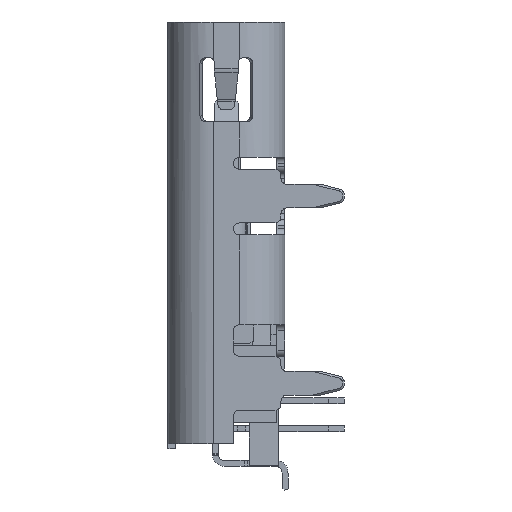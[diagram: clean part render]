
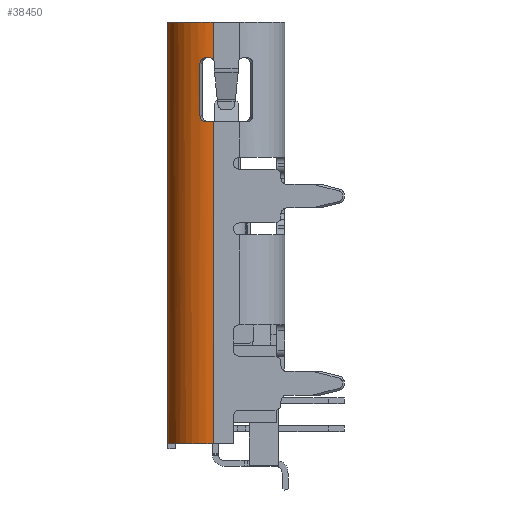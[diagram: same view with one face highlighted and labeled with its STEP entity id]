
A CAD part, left-side view. The second image highlights one B-rep face of the part: STEP entity #38450.
In plain terms, the highlighted cylindrical face has radius 1.15 mm (diameter 2.3 mm), a partial arc.
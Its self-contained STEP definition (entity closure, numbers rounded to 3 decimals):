
#1991=CARTESIAN_POINT('',(-3.22,0.33,-10.66));
#1992=DIRECTION('',(0.,0.,-1.));
#1993=DIRECTION('',(-1.,0.,0.));
#1994=AXIS2_PLACEMENT_3D('',#1991,#1992,#1993);
#2009=CARTESIAN_POINT('',(-3.22,1.48,-10.617));
#2010=CARTESIAN_POINT('',(-3.232,1.48,-10.627));
#2011=CARTESIAN_POINT('',(-3.257,1.48,
-10.642));
#2012=CARTESIAN_POINT('',(-3.299,1.478,
-10.657));
#2013=CARTESIAN_POINT('',(-3.329,1.475,-10.66));
#2014=CARTESIAN_POINT('',(-3.344,1.473,-10.66));
#2016=DIRECTION('',(0.,0.,-1.));
#2017=VECTOR('',#2016,10.617);
#2018=CARTESIAN_POINT('',(-3.22,1.48,0.));
#2019=LINE('',#2018,#2017);
#2020=DIRECTION('',(0.,0.,1.));
#2021=VECTOR('',#2020,0.96);
#2022=CARTESIAN_POINT('',(-4.37,0.33,-0.96));
#2023=LINE('',#2022,#2021);
#2024=DIRECTION('',(0.,0.,1.));
#2025=VECTOR('',#2024,1.32);
#2026=CARTESIAN_POINT('',(-4.32,0.666,-2.37));
#2027=LINE('',#2026,#2025);
#2028=DIRECTION('',(0.,0.,1.));
#2029=VECTOR('',#2028,8.14);
#2030=CARTESIAN_POINT('',(-4.37,0.33,-10.66));
#2031=LINE('',#2030,#2029);
#2813=CARTESIAN_POINT('',(-3.22,0.33,-2.52));
#2814=DIRECTION('',(0.,0.,1.));
#2815=DIRECTION('',(-0.986,0.165,0.));
#2816=AXIS2_PLACEMENT_3D('',#2813,#2814,#2815);
#3121=CARTESIAN_POINT('',(-3.22,0.33,0.));
#3122=DIRECTION('',(0.,0.,1.));
#3123=DIRECTION('',(0.,1.,0.));
#3124=AXIS2_PLACEMENT_3D('',#3121,#3122,#3123);
#26135=CARTESIAN_POINT('',(-4.37,0.33,-0.96));
#26136=CARTESIAN_POINT('',(-4.37,0.339,-0.948));
#26137=CARTESIAN_POINT('',(-4.37,0.362,
-0.926));
#26138=CARTESIAN_POINT('',(-4.368,0.404,
-0.905));
#26139=CARTESIAN_POINT('',(-4.365,0.435,-0.9));
#26140=CARTESIAN_POINT('',(-4.364,0.45,-0.9));
#26228=CARTESIAN_POINT('',(-3.22,0.33,-0.9));
#26229=DIRECTION('',(0.,0.,-1.));
#26230=DIRECTION('',(-0.995,0.104,0.));
#26231=AXIS2_PLACEMENT_3D('',#26228,#26229,#26230);
#26246=CARTESIAN_POINT('',(-4.354,0.52,-0.9));
#26247=CARTESIAN_POINT('',(-4.352,0.535,-0.9));
#26248=CARTESIAN_POINT('',(-4.346,0.566,
-0.905));
#26249=CARTESIAN_POINT('',(-4.336,0.608,
-0.927));
#26250=CARTESIAN_POINT('',(-4.327,0.641,
-0.96));
#26251=CARTESIAN_POINT('',(-4.321,0.661,
-1.003));
#26252=CARTESIAN_POINT('',(-4.32,0.666,
-1.034));
#26253=CARTESIAN_POINT('',(-4.32,0.666,-1.05));
#26264=CARTESIAN_POINT('',(-4.32,0.666,-2.37));
#26265=CARTESIAN_POINT('',(-4.32,0.666,
-2.386));
#26266=CARTESIAN_POINT('',(-4.321,0.661,
-2.417));
#26267=CARTESIAN_POINT('',(-4.327,0.641,
-2.46));
#26268=CARTESIAN_POINT('',(-4.336,0.608,
-2.493));
#26269=CARTESIAN_POINT('',(-4.346,0.567,
-2.515));
#26270=CARTESIAN_POINT('',(-4.352,0.536,-2.52));
#26271=CARTESIAN_POINT('',(-4.354,0.52,-2.52));
#28780=CARTESIAN_POINT('',(-3.22,1.48,0.));
#28781=CARTESIAN_POINT('',(-3.22,1.48,-10.617));
#28782=VERTEX_POINT('',#28780);
#28783=VERTEX_POINT('',#28781);
#31522=CARTESIAN_POINT('',(-4.354,0.52,-2.52));
#31524=VERTEX_POINT('',#31522);
#31946=CARTESIAN_POINT('',(-4.37,0.33,-10.66));
#31947=CARTESIAN_POINT('',(-3.344,1.473,-10.66));
#31948=VERTEX_POINT('',#31946);
#31949=VERTEX_POINT('',#31947);
#32309=CARTESIAN_POINT('',(-4.364,0.45,-0.9));
#32310=CARTESIAN_POINT('',(-4.354,0.52,-0.9));
#32311=VERTEX_POINT('',#32309);
#32312=VERTEX_POINT('',#32310);
#32687=CARTESIAN_POINT('',(-4.37,0.33,-0.96));
#32689=VERTEX_POINT('',#32687);
#33471=CARTESIAN_POINT('',(-4.37,0.33,0.));
#33472=VERTEX_POINT('',#33471);
#34394=VERTEX_POINT('',#26253);
#35718=CARTESIAN_POINT('',(-4.37,0.33,-2.52));
#35719=VERTEX_POINT('',#35718);
#36067=CARTESIAN_POINT('',(-4.32,0.666,-2.37));
#36068=VERTEX_POINT('',#36067);
#38421=CARTESIAN_POINT('',(-3.22,0.33,-12.2));
#38422=DIRECTION('',(0.,0.,1.));
#38423=DIRECTION('',(1.,0.,0.));
#38424=AXIS2_PLACEMENT_3D('',#38421,#38422,#38423);
#38425=CYLINDRICAL_SURFACE('',#38424,1.15);
#38426=ORIENTED_EDGE('',*,*,#38407,.T.);
#38428=ORIENTED_EDGE('',*,*,#38427,.F.);
#38430=ORIENTED_EDGE('',*,*,#38429,.F.);
#38432=ORIENTED_EDGE('',*,*,#38431,.T.);
#38434=ORIENTED_EDGE('',*,*,#38433,.F.);
#38436=ORIENTED_EDGE('',*,*,#38435,.T.);
#38438=ORIENTED_EDGE('',*,*,#38437,.T.);
#38440=ORIENTED_EDGE('',*,*,#38439,.T.);
#38442=ORIENTED_EDGE('',*,*,#38441,.F.);
#38444=ORIENTED_EDGE('',*,*,#38443,.T.);
#38446=ORIENTED_EDGE('',*,*,#38445,.T.);
#38447=ORIENTED_EDGE('',*,*,#38318,.F.);
#38448=EDGE_LOOP('',(#38426,#38428,#38430,#38432,#38434,#38436,#38438,#38440,
#38442,#38444,#38446,#38447));
#38449=FACE_OUTER_BOUND('',#38448,.F.);
#38450=ADVANCED_FACE('',(#38449),#38425,.T.);
#1995=CIRCLE('',#1994,1.15);
#2015=B_SPLINE_CURVE_WITH_KNOTS('',3,(#2009,#2010,#2011,#2012,#2013,#2014),
.UNSPECIFIED.,.F.,.F.,(4,1,1,4),(0.,0.333,0.667,1.),
.UNSPECIFIED.);
#2817=CIRCLE('',#2816,1.15);
#3125=CIRCLE('',#3124,1.15);
#26141=B_SPLINE_CURVE_WITH_KNOTS('',3,(#26135,#26136,#26137,#26138,#26139,
#26140),.UNSPECIFIED.,.F.,.F.,(4,1,1,4),(0.,0.333,
0.667,1.),.UNSPECIFIED.);
#26232=CIRCLE('',#26231,1.15);
#26254=B_SPLINE_CURVE_WITH_KNOTS('',3,(#26246,#26247,#26248,#26249,#26250,
#26251,#26252,#26253),.UNSPECIFIED.,.F.,.F.,(4,1,1,1,1,4),(0.,0.2,0.4,
0.6,0.8,1.),.UNSPECIFIED.);
#26272=B_SPLINE_CURVE_WITH_KNOTS('',3,(#26264,#26265,#26266,#26267,#26268,
#26269,#26270,#26271),.UNSPECIFIED.,.F.,.F.,(4,1,1,1,1,4),(0.,0.2,0.4,
0.6,0.8,1.),.UNSPECIFIED.);
#38318=EDGE_CURVE('',#31948,#35719,#2031,.T.);
#38407=EDGE_CURVE('',#31948,#31949,#1995,.T.);
#38427=EDGE_CURVE('',#28783,#31949,#2015,.T.);
#38429=EDGE_CURVE('',#28782,#28783,#2019,.T.);
#38431=EDGE_CURVE('',#28782,#33472,#3125,.T.);
#38433=EDGE_CURVE('',#32689,#33472,#2023,.T.);
#38435=EDGE_CURVE('',#32689,#32311,#26141,.T.);
#38437=EDGE_CURVE('',#32311,#32312,#26232,.T.);
#38439=EDGE_CURVE('',#32312,#34394,#26254,.T.);
#38441=EDGE_CURVE('',#36068,#34394,#2027,.T.);
#38443=EDGE_CURVE('',#36068,#31524,#26272,.T.);
#38445=EDGE_CURVE('',#31524,#35719,#2817,.T.);
